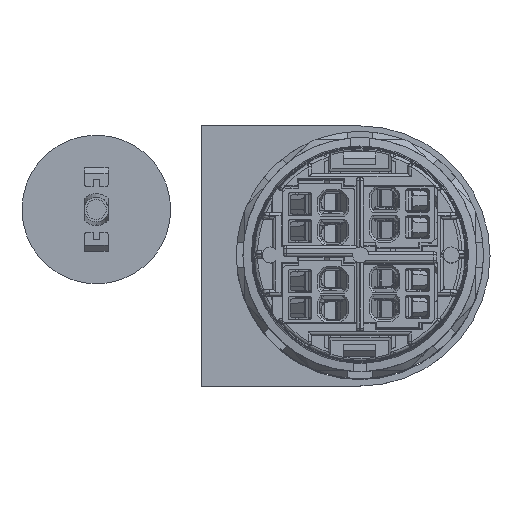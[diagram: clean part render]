
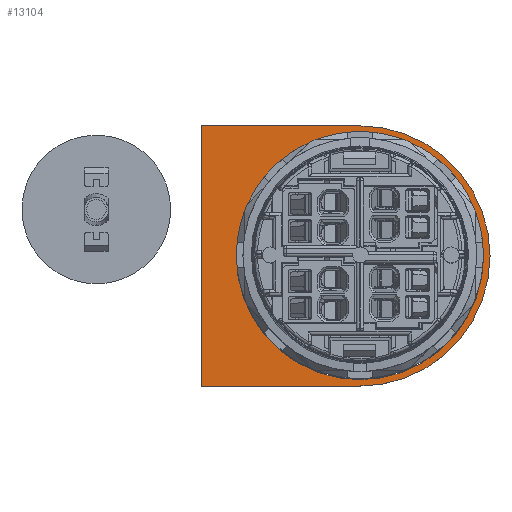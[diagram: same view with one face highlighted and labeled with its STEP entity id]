
A CAD part, top view. The second image highlights one B-rep face of the part: STEP entity #13104.
In plain terms, the highlighted face is planar.
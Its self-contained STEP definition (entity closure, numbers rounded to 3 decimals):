
#13104 = ADVANCED_FACE ( 'NONE', ( #118408, #118417 ), #41646, .F. ) ;
#18434 = ORIENTED_EDGE ( 'NONE', *, *, #88736, .F. ) ;
#18435 = ORIENTED_EDGE ( 'NONE', *, *, #88613, .F. ) ;
#18436 = ORIENTED_EDGE ( 'NONE', *, *, #88677, .F. ) ;
#18437 = ORIENTED_EDGE ( 'NONE', *, *, #88695, .F. ) ;
#18438 = ORIENTED_EDGE ( 'NONE', *, *, #88691, .F. ) ;
#18439 = ORIENTED_EDGE ( 'NONE', *, *, #88684, .F. ) ;
#28003 = AXIS2_PLACEMENT_3D ( 'NONE', #103261, #103265, #103269 ) ;
#28057 = AXIS2_PLACEMENT_3D ( 'NONE', #103700, #103704, #103708 ) ;
#28081 = AXIS2_PLACEMENT_3D ( 'NONE', #104031, #104035, #104039 ) ;
#41646 = PLANE ( 'NONE',  #110679 ) ;
#41652 = CARTESIAN_POINT ( 'NONE',  ( 0., 0., 0. ) ) ;
#41676 = DIRECTION ( 'NONE',  ( 0., 0., 1. ) ) ;
#41679 = DIRECTION ( 'NONE',  ( 1., 0., 0. ) ) ;
#50102 = VERTEX_POINT ( 'NONE', #148683 ) ;
#50131 = VERTEX_POINT ( 'NONE', #148715 ) ;
#50135 = VERTEX_POINT ( 'NONE', #148719 ) ;
#50139 = VERTEX_POINT ( 'NONE', #148725 ) ;
#50211 = VERTEX_POINT ( 'NONE', #148799 ) ;
#50237 = VERTEX_POINT ( 'NONE', #148825 ) ;
#77377 = CIRCLE ( 'NONE', #28003, 19.3 ) ;
#77416 = CIRCLE ( 'NONE', #28057, 20.3 ) ;
#77421 = LINE ( 'NONE', #103724, #77424 ) ;
#77424 = VECTOR ( 'NONE', #103731, 1000. ) ;
#77427 = LINE ( 'NONE', #103755, #77430 ) ;
#77430 = VECTOR ( 'NONE', #103762, 1000. ) ;
#77431 = LINE ( 'NONE', #103775, #77434 ) ;
#77434 = VECTOR ( 'NONE', #103782, 1000. ) ;
#77466 = CIRCLE ( 'NONE', #28081, 19.3 ) ;
#88613 = EDGE_CURVE ( 'NONE', #50135, #50139, #77377, .T. ) ;
#88677 = EDGE_CURVE ( 'NONE', #50102, #50211, #77416, .T. ) ;
#88684 = EDGE_CURVE ( 'NONE', #50211, #50237, #77421, .T. ) ;
#88691 = EDGE_CURVE ( 'NONE', #50237, #50131, #77427, .T. ) ;
#88695 = EDGE_CURVE ( 'NONE', #50131, #50102, #77431, .T. ) ;
#88736 = EDGE_CURVE ( 'NONE', #50139, #50135, #77466, .T. ) ;
#103261 = CARTESIAN_POINT ( 'NONE',  ( 0., 0., 0. ) ) ;
#103265 = DIRECTION ( 'NONE',  ( 0., 0., -1. ) ) ;
#103269 = DIRECTION ( 'NONE',  ( 0., 1., 0. ) ) ;
#103570 = EDGE_LOOP ( 'NONE', ( #18436, #18437, #18438, #18439 ) ) ;
#103700 = CARTESIAN_POINT ( 'NONE',  ( 0., 0., 0. ) ) ;
#103704 = DIRECTION ( 'NONE',  ( 0., 0., 1. ) ) ;
#103708 = DIRECTION ( 'NONE',  ( 1., 0., 0. ) ) ;
#103721 = EDGE_LOOP ( 'NONE', ( #18434, #18435 ) ) ;
#103724 = CARTESIAN_POINT ( 'NONE',  ( 20.3, 24.7, 0. ) ) ;
#103731 = DIRECTION ( 'NONE',  ( 0., 1., 0. ) ) ;
#103755 = CARTESIAN_POINT ( 'NONE',  ( -20.3, 24.7, 0. ) ) ;
#103762 = DIRECTION ( 'NONE',  ( -1., 0., 0. ) ) ;
#103775 = CARTESIAN_POINT ( 'NONE',  ( -20.3, 24.7, 0. ) ) ;
#103782 = DIRECTION ( 'NONE',  ( 0., -1., 0. ) ) ;
#104031 = CARTESIAN_POINT ( 'NONE',  ( 0., 0., 0. ) ) ;
#104035 = DIRECTION ( 'NONE',  ( 0., 0., -1. ) ) ;
#104039 = DIRECTION ( 'NONE',  ( 0., 1., 0. ) ) ;
#110679 = AXIS2_PLACEMENT_3D ( 'NONE', #41652, #41676, #41679 ) ;
#118408 = FACE_BOUND ( 'NONE', #103721, .T. ) ;
#118417 = FACE_OUTER_BOUND ( 'NONE', #103570, .T. ) ;
#148683 = CARTESIAN_POINT ( 'NONE',  ( -20.3, 0., 0. ) ) ;
#148715 = CARTESIAN_POINT ( 'NONE',  ( -20.3, 24.7, 0. ) ) ;
#148719 = CARTESIAN_POINT ( 'NONE',  ( 0., -19.3, 0. ) ) ;
#148725 = CARTESIAN_POINT ( 'NONE',  ( 0., 19.3, 0. ) ) ;
#148799 = CARTESIAN_POINT ( 'NONE',  ( 20.3, 0., 0. ) ) ;
#148825 = CARTESIAN_POINT ( 'NONE',  ( 20.3, 24.7, 0. ) ) ;
